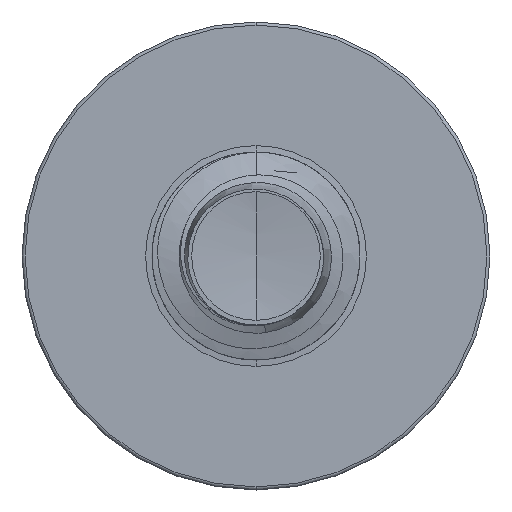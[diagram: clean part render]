
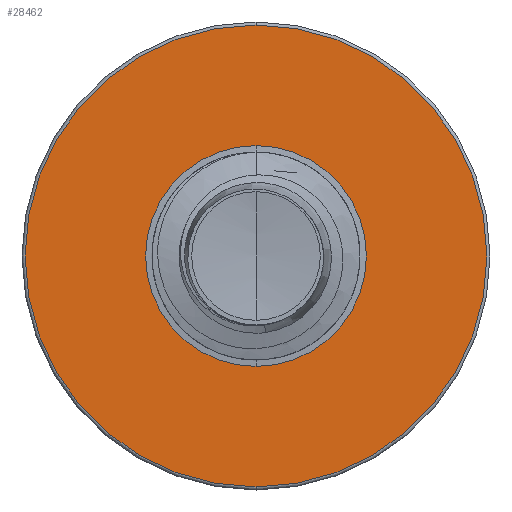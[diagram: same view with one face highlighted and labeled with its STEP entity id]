
A CAD part, front view. The second image highlights one B-rep face of the part: STEP entity #28462.
In plain terms, the highlighted planar face has unit normal (0, -1, 0).
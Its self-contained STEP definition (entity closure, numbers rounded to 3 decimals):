
#438 = FACE_BOUND ( 'NONE', #26417, .T. ) ;
#679 = CARTESIAN_POINT ( 'NONE',  ( 0., 8., 0. ) ) ;
#2741 = AXIS2_PLACEMENT_3D ( 'NONE', #25319, #5116, #23100 ) ;
#2798 = CARTESIAN_POINT ( 'NONE',  ( 0., 8., -1.776 ) ) ;
#2926 = ORIENTED_EDGE ( 'NONE', *, *, #15636, .T. ) ;
#3254 = DIRECTION ( 'NONE',  ( 0., 1., 0. ) ) ;
#3393 = DIRECTION ( 'NONE',  ( 0., 0., 1. ) ) ;
#5116 = DIRECTION ( 'NONE',  ( 0., 1., 0. ) ) ;
#5121 = CIRCLE ( 'NONE', #18185, 0.849 ) ;
#5416 = DIRECTION ( 'NONE',  ( 0., 1., 0. ) ) ;
#5626 = VERTEX_POINT ( 'NONE', #13089 ) ;
#6491 = CIRCLE ( 'NONE', #11090, 1.776 ) ;
#7105 = VERTEX_POINT ( 'NONE', #29086 ) ;
#8646 = CIRCLE ( 'NONE', #19143, 0.849 ) ;
#8762 = CARTESIAN_POINT ( 'NONE',  ( 0., 8., 0. ) ) ;
#11090 = AXIS2_PLACEMENT_3D ( 'NONE', #18984, #3254, #21510 ) ;
#11505 = DIRECTION ( 'NONE',  ( 0., 0., 1. ) ) ;
#13089 = CARTESIAN_POINT ( 'NONE',  ( 0., 8., 1.776 ) ) ;
#14612 = VERTEX_POINT ( 'NONE', #19671 ) ;
#15636 = EDGE_CURVE ( 'NONE', #7105, #14612, #8646, .T. ) ;
#16325 = ORIENTED_EDGE ( 'NONE', *, *, #26446, .F. ) ;
#16576 = AXIS2_PLACEMENT_3D ( 'NONE', #679, #19121, #3393 ) ;
#18081 = EDGE_CURVE ( 'NONE', #5626, #25739, #6491, .T. ) ;
#18185 = AXIS2_PLACEMENT_3D ( 'NONE', #8762, #26167, #11505 ) ;
#18984 = CARTESIAN_POINT ( 'NONE',  ( 0., 8., 0. ) ) ;
#19121 = DIRECTION ( 'NONE',  ( 0., 1., 0. ) ) ;
#19143 = AXIS2_PLACEMENT_3D ( 'NONE', #20972, #5416, #23366 ) ;
#19671 = CARTESIAN_POINT ( 'NONE',  ( 0., 8., 0.849 ) ) ;
#20697 = PLANE ( 'NONE',  #2741 ) ;
#20972 = CARTESIAN_POINT ( 'NONE',  ( 0., 8., 0. ) ) ;
#21337 = ORIENTED_EDGE ( 'NONE', *, *, #26406, .T. ) ;
#21510 = DIRECTION ( 'NONE',  ( 0., 0., 1. ) ) ;
#21775 = ORIENTED_EDGE ( 'NONE', *, *, #18081, .F. ) ;
#23100 = DIRECTION ( 'NONE',  ( 0., 0., 1. ) ) ;
#23366 = DIRECTION ( 'NONE',  ( 0., 0., 1. ) ) ;
#25319 = CARTESIAN_POINT ( 'NONE',  ( 0., 8., -0.849 ) ) ;
#25739 = VERTEX_POINT ( 'NONE', #2798 ) ;
#26054 = FACE_OUTER_BOUND ( 'NONE', #29218, .T. ) ;
#26167 = DIRECTION ( 'NONE',  ( 0., 1., 0. ) ) ;
#26406 = EDGE_CURVE ( 'NONE', #14612, #7105, #5121, .T. ) ;
#26417 = EDGE_LOOP ( 'NONE', ( #21337, #2926 ) ) ;
#26446 = EDGE_CURVE ( 'NONE', #25739, #5626, #30692, .T. ) ;
#28462 = ADVANCED_FACE ( 'NONE', ( #26054, #438 ), #20697, .F. ) ;
#29086 = CARTESIAN_POINT ( 'NONE',  ( 0., 8., -0.849 ) ) ;
#29218 = EDGE_LOOP ( 'NONE', ( #21775, #16325 ) ) ;
#30692 = CIRCLE ( 'NONE', #16576, 1.776 ) ;
